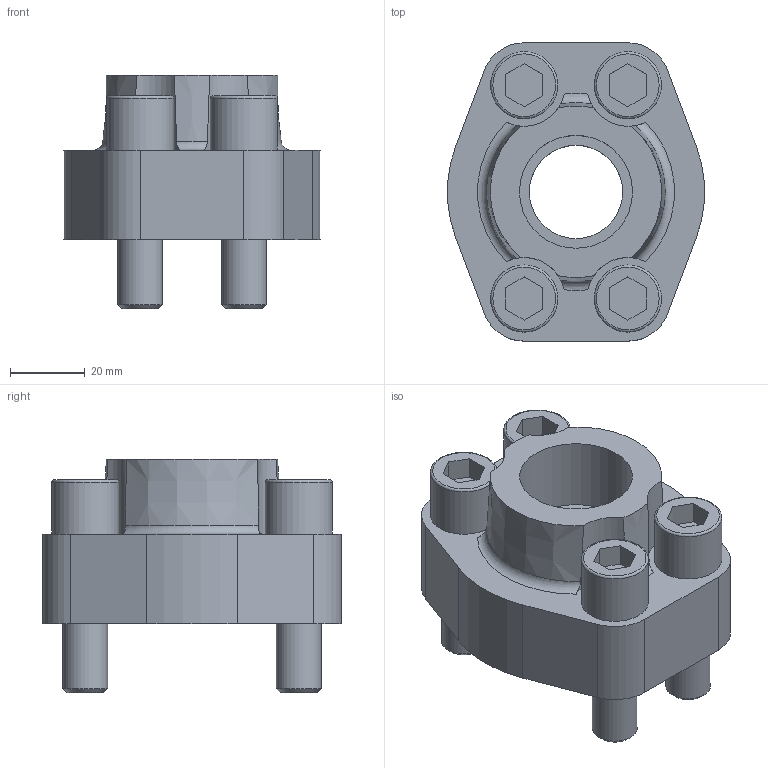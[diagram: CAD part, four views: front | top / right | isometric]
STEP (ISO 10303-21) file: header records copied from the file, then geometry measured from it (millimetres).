
FILE_DESCRIPTION(/* description */ ('STEP AP203'),/* implementation_level */ '2;1');
FILE_NAME(/* name */ 'SAE Threaded Flange AFE 25-6-01',/* time_stamp */ '2023-05-17T11:48:00+02:00',/* author */ ('License CC BY-ND 4.0'),/* organization */ ('CADENAS'),/* preprocessor_version */ 'ST-DEVELOPER v19.3',/* originating_system */ 'PARTsolutions',/* authorisation */ ' ');
FILE_SCHEMA (('CONFIG_CONTROL_DESIGN'));
Length unit declared in the file: millimetre
Products named in the file (1): SAE Gewindeflansch AFE 25-6-01
Bounding box: 68.82 x 80 x 62.5 mm (x, y, z)
Volume: 136300.7 mm3; surface area: 36950.4 mm2
Topology: 1 solids, 3 shells, 108 faces, 238 edges, 157 vertices
Faces by surface type: plane 57, cylinder 32, torus 11, cone 8
Full cylindrical faces by diameter (mm): 12 x4, 12.2 x4, 13 x4, 18 x4, 25 x1, 30.291 x1, 33.12 x2, 39.78 x2
Entity records: 3572 total; most frequent: CARTESIAN_POINT 513, DIRECTION 486, ORIENTED_EDGE 396, EDGE_CURVE 198, AXIS2_PLACEMENT_3D 195, EDGE_LOOP 168, FACE_BOUND 168, VERTEX_POINT 150
